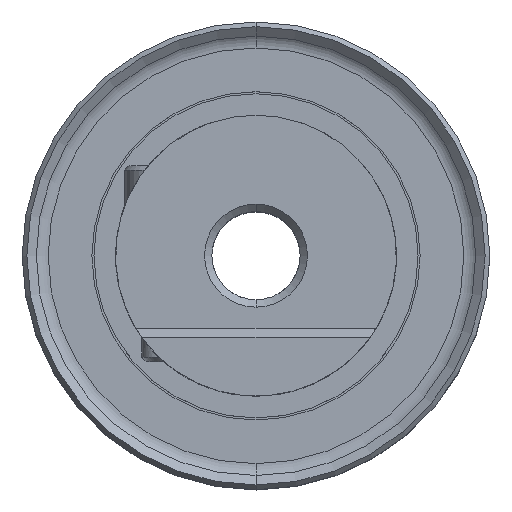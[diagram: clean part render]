
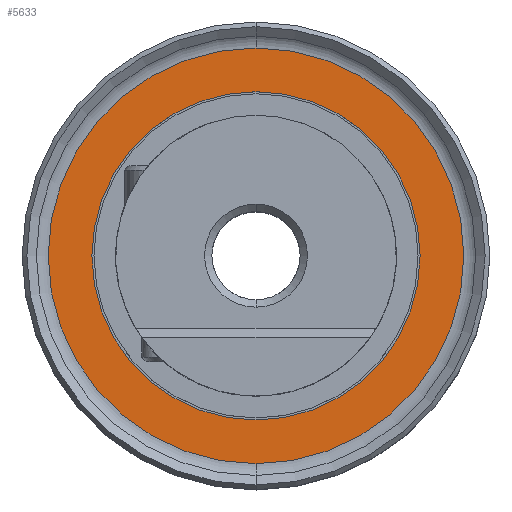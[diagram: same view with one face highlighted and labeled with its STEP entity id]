
A CAD part, top view. The second image highlights one B-rep face of the part: STEP entity #5633.
In plain terms, the highlighted planar face has unit normal (0, 0, 1).
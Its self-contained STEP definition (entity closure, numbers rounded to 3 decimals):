
#1060=CARTESIAN_POINT('',(0.,0.,-0.85));
#1061=DIRECTION('',(0.,0.,1.));
#1062=DIRECTION('',(0.,1.,0.));
#1063=AXIS2_PLACEMENT_3D('',#1060,#1061,#1062);
#1069=CARTESIAN_POINT('',(0.,0.,-0.85));
#1070=DIRECTION('',(0.,0.,-1.));
#1071=DIRECTION('',(0.,1.,0.));
#1072=AXIS2_PLACEMENT_3D('',#1069,#1070,#1071);
#1078=CARTESIAN_POINT('',(0.,0.,-0.85));
#1079=DIRECTION('',(0.,0.,1.));
#1080=DIRECTION('',(0.,1.,0.));
#1081=AXIS2_PLACEMENT_3D('',#1078,#1079,#1080);
#1083=CARTESIAN_POINT('',(0.,0.,-0.85));
#1084=DIRECTION('',(0.,0.,-1.));
#1085=DIRECTION('',(0.,1.,0.));
#1086=AXIS2_PLACEMENT_3D('',#1083,#1084,#1085);
#4044=CARTESIAN_POINT('',(0.,14.131,-0.85));
#4045=VERTEX_POINT('',#4044);
#4056=CARTESIAN_POINT('',(0.,-14.131,-0.85));
#4057=VERTEX_POINT('',#4056);
#4058=CARTESIAN_POINT('',(0.,11.16,-0.85));
#4059=CARTESIAN_POINT('',(0.,-11.16,-0.85));
#4060=VERTEX_POINT('',#4058);
#4061=VERTEX_POINT('',#4059);
#5618=CARTESIAN_POINT('',(0.,0.,-0.85));
#5619=DIRECTION('',(0.,0.,1.));
#5620=DIRECTION('',(0.,1.,0.));
#5621=AXIS2_PLACEMENT_3D('',#5618,#5619,#5620);
#5622=PLANE('',#5621);
#5624=ORIENTED_EDGE('',*,*,#5623,.F.);
#5626=ORIENTED_EDGE('',*,*,#5625,.T.);
#5627=EDGE_LOOP('',(#5624,#5626));
#5628=FACE_OUTER_BOUND('',#5627,.F.);
#5629=ORIENTED_EDGE('',*,*,#5612,.F.);
#5630=ORIENTED_EDGE('',*,*,#5598,.T.);
#5631=EDGE_LOOP('',(#5629,#5630));
#5632=FACE_BOUND('',#5631,.F.);
#1064=CIRCLE('',#1063,11.16);
#1073=CIRCLE('',#1072,11.16);
#1082=CIRCLE('',#1081,14.131);
#1087=CIRCLE('',#1086,14.131);
#5598=EDGE_CURVE('',#4060,#4061,#1064,.T.);
#5612=EDGE_CURVE('',#4060,#4061,#1073,.T.);
#5623=EDGE_CURVE('',#4045,#4057,#1082,.T.);
#5625=EDGE_CURVE('',#4045,#4057,#1087,.T.);
#5633=ADVANCED_FACE('',(#5628,#5632),#5622,.T.);
